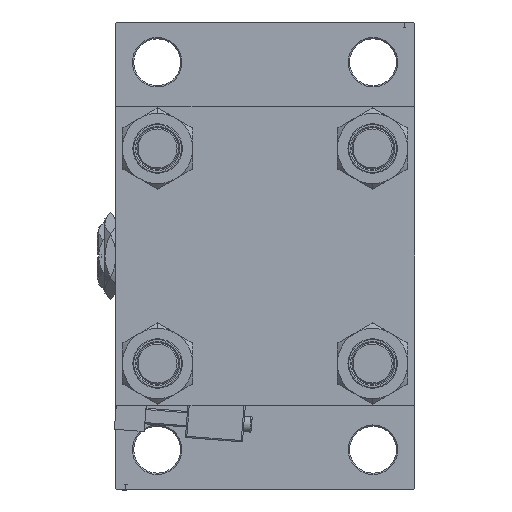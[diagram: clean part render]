
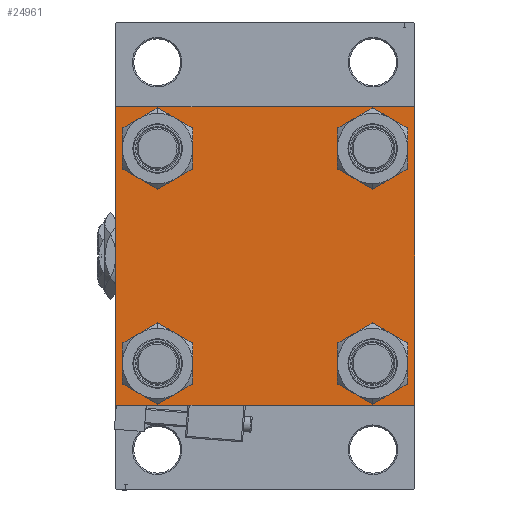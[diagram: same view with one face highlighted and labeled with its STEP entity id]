
A CAD part, left-side view. The second image highlights one B-rep face of the part: STEP entity #24961.
In plain terms, the highlighted planar face has unit normal (-1, 0, 0).
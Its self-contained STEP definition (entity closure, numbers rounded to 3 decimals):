
#14 = VERTEX_POINT ( 'NONE', #47696 ) ;
#471 = CARTESIAN_POINT ( 'NONE',  ( 0., -57.25, -57.25 ) ) ;
#1012 = DIRECTION ( 'NONE',  ( 0., 0., 1. ) ) ;
#1626 = EDGE_LOOP ( 'NONE', ( #44970, #43439 ) ) ;
#1735 = CIRCLE ( 'NONE', #41851, 8.5 ) ;
#2980 = FACE_OUTER_BOUND ( 'NONE', #36494, .T. ) ;
#3116 = LINE ( 'NONE', #39528, #51748 ) ;
#3387 = VERTEX_POINT ( 'NONE', #18938 ) ;
#3558 = VERTEX_POINT ( 'NONE', #25457 ) ;
#4842 = DIRECTION ( 'NONE',  ( 0., -1., 0. ) ) ;
#4900 = ORIENTED_EDGE ( 'NONE', *, *, #13392, .F. ) ;
#4911 = ORIENTED_EDGE ( 'NONE', *, *, #6664, .T. ) ;
#5054 = VERTEX_POINT ( 'NONE', #34616 ) ;
#5188 = CARTESIAN_POINT ( 'NONE',  ( 0., -41.35, 49.85 ) ) ;
#5284 = AXIS2_PLACEMENT_3D ( 'NONE', #34548, #42896, #7008 ) ;
#6321 = ORIENTED_EDGE ( 'NONE', *, *, #33900, .T. ) ;
#6481 = ORIENTED_EDGE ( 'NONE', *, *, #20997, .T. ) ;
#6601 = VECTOR ( 'NONE', #24841, 1000. ) ;
#6664 = EDGE_CURVE ( 'NONE', #24758, #28711, #44908, .T. ) ;
#6699 = EDGE_CURVE ( 'NONE', #33359, #14, #30707, .T. ) ;
#6751 = CIRCLE ( 'NONE', #7622, 8.5 ) ;
#6892 = EDGE_CURVE ( 'NONE', #28947, #29969, #38514, .T. ) ;
#7008 = DIRECTION ( 'NONE',  ( 0., 0., 1. ) ) ;
#7159 = DIRECTION ( 'NONE',  ( -1., 0., 0. ) ) ;
#7186 = EDGE_CURVE ( 'NONE', #5054, #13869, #43304, .T. ) ;
#7622 = AXIS2_PLACEMENT_3D ( 'NONE', #36034, #16099, #12170 ) ;
#8576 = CIRCLE ( 'NONE', #41994, 8.5 ) ;
#8592 = LINE ( 'NONE', #471, #39957 ) ;
#8782 = VERTEX_POINT ( 'NONE', #5188 ) ;
#9542 = CARTESIAN_POINT ( 'NONE',  ( 0., 41.35, -41.35 ) ) ;
#9692 = ORIENTED_EDGE ( 'NONE', *, *, #33561, .T. ) ;
#9913 = DIRECTION ( 'NONE',  ( 0., 0., 1. ) ) ;
#10324 = VERTEX_POINT ( 'NONE', #36728 ) ;
#10408 = ORIENTED_EDGE ( 'NONE', *, *, #12210, .T. ) ;
#10698 = AXIS2_PLACEMENT_3D ( 'NONE', #24687, #20491, #36490 ) ;
#12170 = DIRECTION ( 'NONE',  ( 0., 0., 1. ) ) ;
#12210 = EDGE_CURVE ( 'NONE', #28711, #10324, #20033, .T. ) ;
#13040 = CARTESIAN_POINT ( 'NONE',  ( 0., 57.5, 57.5 ) ) ;
#13206 = CARTESIAN_POINT ( 'NONE',  ( 0., 57.5, -57.5 ) ) ;
#13283 = DIRECTION ( 'NONE',  ( 0., 0., -1. ) ) ;
#13392 = EDGE_CURVE ( 'NONE', #28431, #18166, #36904, .T. ) ;
#13869 = VERTEX_POINT ( 'NONE', #46736 ) ;
#13927 = CARTESIAN_POINT ( 'NONE',  ( 0., 57., 57.5 ) ) ;
#14151 = DIRECTION ( 'NONE',  ( 0., 0., -1. ) ) ;
#14341 = CIRCLE ( 'NONE', #33642, 8.5 ) ;
#16071 = CARTESIAN_POINT ( 'NONE',  ( 0., 41.35, 32.85 ) ) ;
#16099 = DIRECTION ( 'NONE',  ( 1., 0., 0. ) ) ;
#17217 = LINE ( 'NONE', #49178, #50042 ) ;
#17242 = CARTESIAN_POINT ( 'NONE',  ( 0., 41.35, 41.35 ) ) ;
#17244 = LINE ( 'NONE', #48941, #35142 ) ;
#17655 = DIRECTION ( 'NONE',  ( 0., 0., 1. ) ) ;
#18166 = VERTEX_POINT ( 'NONE', #39310 ) ;
#18707 = DIRECTION ( 'NONE',  ( 1., 0., 0. ) ) ;
#18938 = CARTESIAN_POINT ( 'NONE',  ( 0., -41.35, 32.85 ) ) ;
#18949 = FACE_BOUND ( 'NONE', #30377, .T. ) ;
#19268 = EDGE_LOOP ( 'NONE', ( #6321, #29001 ) ) ;
#19632 = EDGE_CURVE ( 'NONE', #8782, #3387, #14341, .T. ) ;
#20033 = LINE ( 'NONE', #13206, #43374 ) ;
#20381 = ORIENTED_EDGE ( 'NONE', *, *, #6892, .F. ) ;
#20491 = DIRECTION ( 'NONE',  ( 1., 0., 0. ) ) ;
#20997 = EDGE_CURVE ( 'NONE', #35693, #44394, #6751, .T. ) ;
#21164 = AXIS2_PLACEMENT_3D ( 'NONE', #38870, #7159, #26047 ) ;
#21412 = ORIENTED_EDGE ( 'NONE', *, *, #43042, .T. ) ;
#21959 = CARTESIAN_POINT ( 'NONE',  ( 0., -41.35, 41.35 ) ) ;
#23198 = AXIS2_PLACEMENT_3D ( 'NONE', #9542, #34175, #17655 ) ;
#24687 = CARTESIAN_POINT ( 'NONE',  ( 0., -41.35, -41.35 ) ) ;
#24758 = VERTEX_POINT ( 'NONE', #47817 ) ;
#24786 = DIRECTION ( 'NONE',  ( 0., 0., 1. ) ) ;
#24841 = DIRECTION ( 'NONE',  ( 0., -1., 0. ) ) ;
#24961 = ADVANCED_FACE ( 'NONE', ( #43047, #18949, #30232, #42525, #2980 ), #47237, .T. ) ;
#25106 = DIRECTION ( 'NONE',  ( 0., 0.707, -0.707 ) ) ;
#25457 = CARTESIAN_POINT ( 'NONE',  ( 0., 57.5, 57. ) ) ;
#26047 = DIRECTION ( 'NONE',  ( 0., 0., 1. ) ) ;
#26710 = CARTESIAN_POINT ( 'NONE',  ( 0., 41.35, -49.85 ) ) ;
#26874 = EDGE_LOOP ( 'NONE', ( #6481, #50835 ) ) ;
#27603 = CIRCLE ( 'NONE', #35182, 8.5 ) ;
#27764 = EDGE_CURVE ( 'NONE', #10324, #29969, #8592, .T. ) ;
#27902 = DIRECTION ( 'NONE',  ( 0., -0.707, -0.707 ) ) ;
#28431 = VERTEX_POINT ( 'NONE', #13927 ) ;
#28711 = VERTEX_POINT ( 'NONE', #39588 ) ;
#28718 = CARTESIAN_POINT ( 'NONE',  ( 0., 41.35, -41.35 ) ) ;
#28947 = VERTEX_POINT ( 'NONE', #29207 ) ;
#29001 = ORIENTED_EDGE ( 'NONE', *, *, #6699, .T. ) ;
#29207 = CARTESIAN_POINT ( 'NONE',  ( 0., -57.5, 57. ) ) ;
#29783 = EDGE_CURVE ( 'NONE', #3558, #24758, #17217, .T. ) ;
#29969 = VERTEX_POINT ( 'NONE', #51409 ) ;
#30232 = FACE_BOUND ( 'NONE', #19268, .T. ) ;
#30377 = EDGE_LOOP ( 'NONE', ( #21412, #45190 ) ) ;
#30449 = EDGE_CURVE ( 'NONE', #28947, #18166, #3116, .T. ) ;
#30707 = CIRCLE ( 'NONE', #23198, 8.5 ) ;
#30773 = CARTESIAN_POINT ( 'NONE',  ( 0., -41.35, 41.35 ) ) ;
#31142 = DIRECTION ( 'NONE',  ( 0., 0.707, 0.707 ) ) ;
#31581 = VECTOR ( 'NONE', #14151, 1000. ) ;
#32658 = CARTESIAN_POINT ( 'NONE',  ( 0., 41.35, 49.85 ) ) ;
#33359 = VERTEX_POINT ( 'NONE', #26710 ) ;
#33561 = EDGE_CURVE ( 'NONE', #28431, #3558, #17244, .T. ) ;
#33642 = AXIS2_PLACEMENT_3D ( 'NONE', #21959, #46302, #9913 ) ;
#33900 = EDGE_CURVE ( 'NONE', #14, #33359, #27603, .T. ) ;
#34029 = EDGE_CURVE ( 'NONE', #3387, #8782, #1735, .T. ) ;
#34175 = DIRECTION ( 'NONE',  ( 1., 0., 0. ) ) ;
#34548 = CARTESIAN_POINT ( 'NONE',  ( 0., -41.35, -41.35 ) ) ;
#34616 = CARTESIAN_POINT ( 'NONE',  ( 0., -41.35, -49.85 ) ) ;
#35142 = VECTOR ( 'NONE', #25106, 1000. ) ;
#35182 = AXIS2_PLACEMENT_3D ( 'NONE', #28718, #44692, #24786 ) ;
#35502 = DIRECTION ( 'NONE',  ( 0., 0., 1. ) ) ;
#35693 = VERTEX_POINT ( 'NONE', #32658 ) ;
#36034 = CARTESIAN_POINT ( 'NONE',  ( 0., 41.35, 41.35 ) ) ;
#36490 = DIRECTION ( 'NONE',  ( 0., 0., 1. ) ) ;
#36494 = EDGE_LOOP ( 'NONE', ( #39448, #4911, #10408, #49250, #20381, #46596, #4900, #9692 ) ) ;
#36728 = CARTESIAN_POINT ( 'NONE',  ( 0., -57., -57.5 ) ) ;
#36884 = DIRECTION ( 'NONE',  ( 0., -0.707, 0.707 ) ) ;
#36904 = LINE ( 'NONE', #13040, #6601 ) ;
#38514 = LINE ( 'NONE', #41924, #31581 ) ;
#38870 = CARTESIAN_POINT ( 'NONE',  ( 0., 0., 0. ) ) ;
#39310 = CARTESIAN_POINT ( 'NONE',  ( 0., -57., 57.5 ) ) ;
#39448 = ORIENTED_EDGE ( 'NONE', *, *, #29783, .T. ) ;
#39528 = CARTESIAN_POINT ( 'NONE',  ( 0., -57.25, 57.25 ) ) ;
#39588 = CARTESIAN_POINT ( 'NONE',  ( 0., 57., -57.5 ) ) ;
#39957 = VECTOR ( 'NONE', #36884, 1000. ) ;
#41543 = EDGE_CURVE ( 'NONE', #44394, #35693, #8576, .T. ) ;
#41851 = AXIS2_PLACEMENT_3D ( 'NONE', #30773, #18707, #35502 ) ;
#41924 = CARTESIAN_POINT ( 'NONE',  ( 0., -57.5, 57.5 ) ) ;
#41994 = AXIS2_PLACEMENT_3D ( 'NONE', #17242, #44751, #1012 ) ;
#42525 = FACE_BOUND ( 'NONE', #26874, .T. ) ;
#42896 = DIRECTION ( 'NONE',  ( 1., 0., 0. ) ) ;
#43042 = EDGE_CURVE ( 'NONE', #13869, #5054, #44618, .T. ) ;
#43047 = FACE_BOUND ( 'NONE', #1626, .T. ) ;
#43304 = CIRCLE ( 'NONE', #10698, 8.5 ) ;
#43374 = VECTOR ( 'NONE', #4842, 1000. ) ;
#43439 = ORIENTED_EDGE ( 'NONE', *, *, #34029, .T. ) ;
#44394 = VERTEX_POINT ( 'NONE', #16071 ) ;
#44618 = CIRCLE ( 'NONE', #5284, 8.5 ) ;
#44692 = DIRECTION ( 'NONE',  ( 1., 0., 0. ) ) ;
#44751 = DIRECTION ( 'NONE',  ( 1., 0., 0. ) ) ;
#44908 = LINE ( 'NONE', #51728, #47457 ) ;
#44970 = ORIENTED_EDGE ( 'NONE', *, *, #19632, .T. ) ;
#45190 = ORIENTED_EDGE ( 'NONE', *, *, #7186, .T. ) ;
#46302 = DIRECTION ( 'NONE',  ( 1., 0., 0. ) ) ;
#46596 = ORIENTED_EDGE ( 'NONE', *, *, #30449, .T. ) ;
#46736 = CARTESIAN_POINT ( 'NONE',  ( 0., -41.35, -32.85 ) ) ;
#47237 = PLANE ( 'NONE',  #21164 ) ;
#47457 = VECTOR ( 'NONE', #27902, 1000. ) ;
#47696 = CARTESIAN_POINT ( 'NONE',  ( 0., 41.35, -32.85 ) ) ;
#47817 = CARTESIAN_POINT ( 'NONE',  ( 0., 57.5, -57. ) ) ;
#48941 = CARTESIAN_POINT ( 'NONE',  ( 0., 57.25, 57.25 ) ) ;
#49178 = CARTESIAN_POINT ( 'NONE',  ( 0., 57.5, 57.5 ) ) ;
#49250 = ORIENTED_EDGE ( 'NONE', *, *, #27764, .T. ) ;
#50042 = VECTOR ( 'NONE', #13283, 1000. ) ;
#50835 = ORIENTED_EDGE ( 'NONE', *, *, #41543, .T. ) ;
#51409 = CARTESIAN_POINT ( 'NONE',  ( 0., -57.5, -57. ) ) ;
#51728 = CARTESIAN_POINT ( 'NONE',  ( 0., 57.25, -57.25 ) ) ;
#51748 = VECTOR ( 'NONE', #31142, 1000. ) ;
